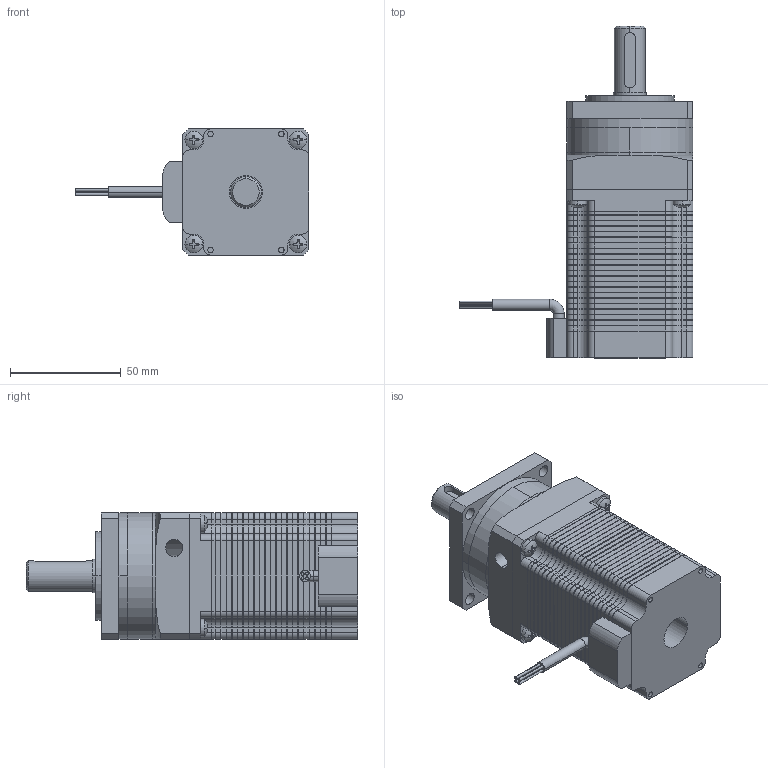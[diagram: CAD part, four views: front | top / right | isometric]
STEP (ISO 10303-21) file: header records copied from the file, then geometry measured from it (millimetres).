
FILE_DESCRIPTION (( 'STEP AP214' ), '1' );
FILE_NAME ('57H276AG珨撰熬厒掀.STEP', '2022-10-24T01:57:39', ( '' ), ( '' ), 'SwSTEP 2.0', 'SolidWorks 2020', '' );
FILE_SCHEMA (( 'AUTOMOTIVE_DESIGN' ));
Length unit declared in the file: millimetre
Products named in the file (11): 熬厒儂ヶ傷裔; ヶ傷裔; 珨撰熬厒儂; cross recessed pan head screws gb_GB_CROSS_SCREWS_TYPE1 M4X10-10  H type-N; 57H276AG萇儂隅赽; 熬厒儂綴傷裔; 57H276AG珨撰熬厒掀; 諉盄傷赽; 珨撰熬厒儂翋极; 57H276AG珨撰粣; 綴傷裔
Assembly tree (13 placements, depth 3):
  57H276AG珨撰熬厒掀
    57H276AG萇儂隅赽
    ヶ傷裔
    綴傷裔
    珨撰熬厒儂
      熬厒儂綴傷裔
      熬厒儂ヶ傷裔
      珨撰熬厒儂翋极
    cross recessed pan head screws gb_GB_CROSS_SCREWS_TYPE1 M4X10-10  H type-N  x4
    57H276AG珨撰粣
    諉盄傷赽
Bounding box: 105.73 x 150 x 57 mm (x, y, z)
Volume: 345398.1 mm3; surface area: 77410.8 mm2
Topology: 13 solids, 13 shells, 2504 faces, 5213 edges, 2764 vertices
Faces by surface type: plane 1791, cylinder 691, cone 8, sphere 8, torus 6
Entity records: 62215 total; most frequent: DIRECTION 11239, CARTESIAN_POINT 10403, ORIENTED_EDGE 10026, EDGE_CURVE 5013, AXIS2_PLACEMENT_3D 3804, VECTOR 3631, LINE 3631, VERTEX_POINT 2632
